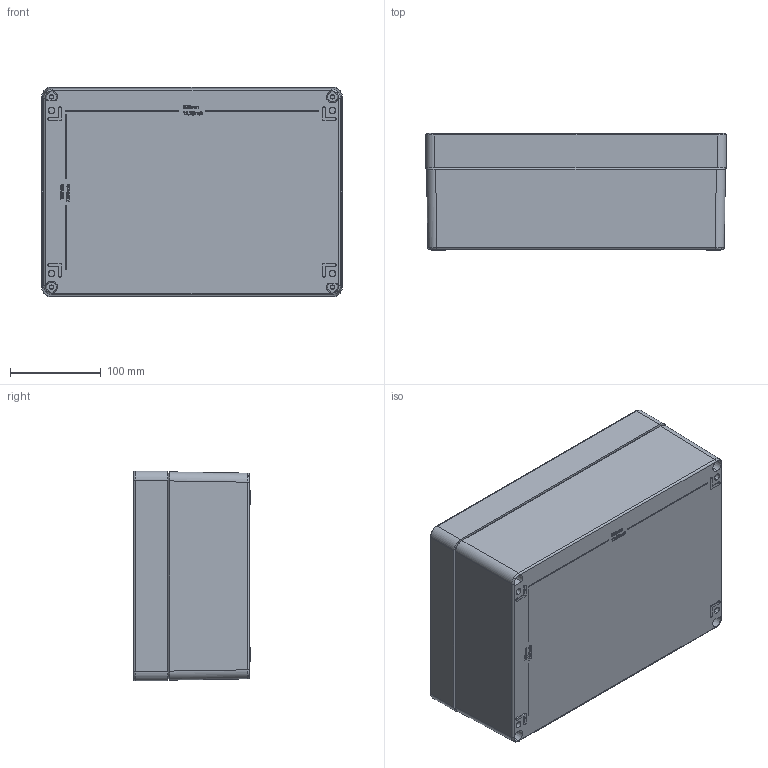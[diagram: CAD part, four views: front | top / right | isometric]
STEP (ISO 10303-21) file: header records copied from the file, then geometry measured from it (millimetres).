
FILE_DESCRIPTION (( 'STEP AP214' ), '1' );
FILE_NAME ('13120000.STEP', '2012-05-22T12:52:31', ( ' ' ), ( '' ), 'SwSTEP 2.0', 'SolidWorks 2011', '' );
FILE_SCHEMA (( 'AUTOMOTIVE_DESIGN' ));
Length unit declared in the file: millimetre
Products named in the file (8): 93261; 83111; 93117; 82005; 82003; 08062_Bearbeitung nach Zeichng. 13-2-080620-01-0; 01062_Bearbeitung nach Zeichng. 01-2-010620-01-0; 13120000
Assembly tree (13 placements, depth 2):
  13120000
    82005
    93261  x4
    82003
    83111  x4
    08062_Bearbeitung nach Zeichng. 13-2-080620-01-0
    93117
    01062_Bearbeitung nach Zeichng. 01-2-010620-01-0
Bounding box: 331.5 x 129 x 231.5 mm (x, y, z)
Volume: 1232697.4 mm3; surface area: 517033.6 mm2
Topology: 14 solids, 14 shells, 1597 faces, 3887 edges, 2398 vertices
Faces by surface type: plane 645, cone 304, bspline 296, cylinder 270, torus 78, sphere 4
Entity records: 61844 total; most frequent: CARTESIAN_POINT 28616, ORIENTED_EDGE 7186, DIRECTION 5921, EDGE_CURVE 3593, VERTEX_POINT 2263, AXIS2_PLACEMENT_3D 2089, VECTOR 1743, LINE 1743
